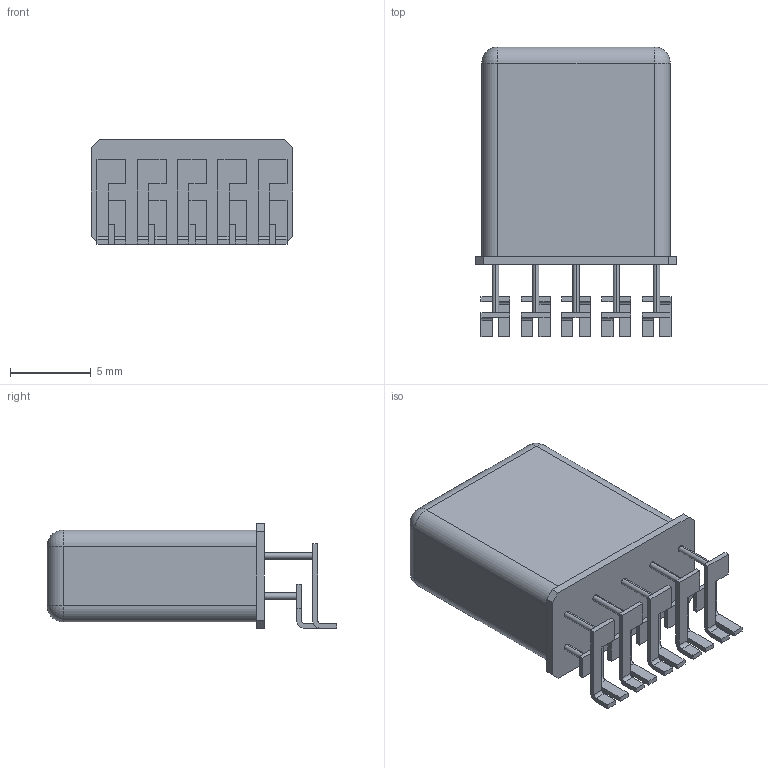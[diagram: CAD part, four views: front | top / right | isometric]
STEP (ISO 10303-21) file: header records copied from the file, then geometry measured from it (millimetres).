
FILE_DESCRIPTION (( 'STEP AP214' ), '1' );
FILE_NAME ('RPS45-1.STEP', '2020-06-22T04:26:14', ( '' ), ( '' ), 'SwSTEP 2.0', 'SolidWorks 2018', '' );
FILE_SCHEMA (( 'AUTOMOTIVE_DESIGN' ));
Length unit declared in the file: millimetre
Products named in the file (1): RPS45-1
Bounding box: 12.5 x 18 x 6.5 mm (x, y, z)
Volume: 909.5 mm3; surface area: 779.2 mm2
Topology: 1 solids, 1 shells, 167 faces, 424 edges, 276 vertices
Faces by surface type: plane 115, cylinder 48, sphere 4
Entity records: 6845 total; most frequent: CARTESIAN_POINT 864, DIRECTION 852, ORIENTED_EDGE 840, EDGE_CURVE 420, VECTOR 324, LINE 324, VERTEX_POINT 276, AXIS2_PLACEMENT_3D 264
